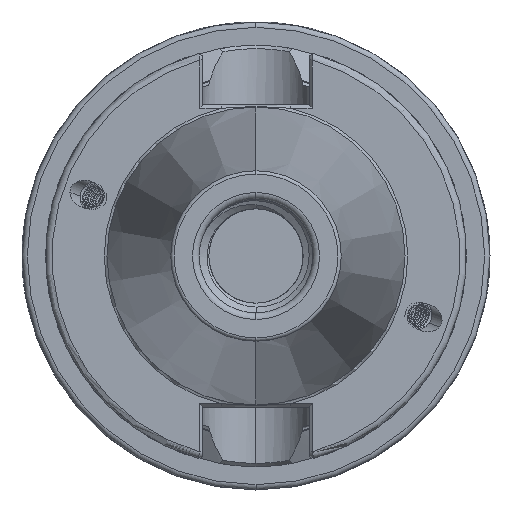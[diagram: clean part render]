
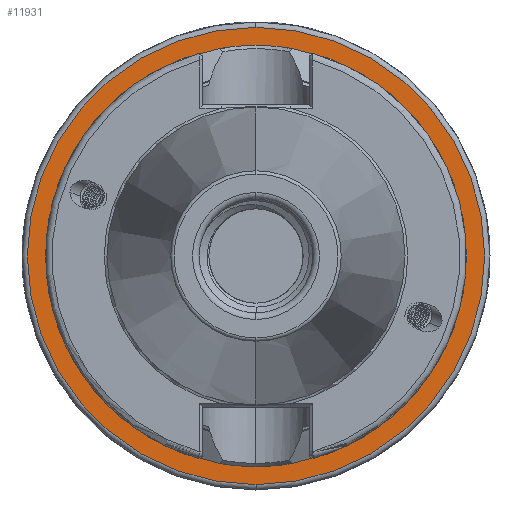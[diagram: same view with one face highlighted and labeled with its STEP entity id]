
A CAD part, left-side view. The second image highlights one B-rep face of the part: STEP entity #11931.
In plain terms, the highlighted planar face has unit normal (-1, 0, 0).
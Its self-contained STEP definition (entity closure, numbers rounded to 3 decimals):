
#810 = FACE_OUTER_BOUND ( 'NONE', #3859, .T. ) ;
#855 = FACE_BOUND ( 'NONE', #3964, .T. ) ;
#1744 = ORIENTED_EDGE ( 'NONE', *, *, #2793, .T. ) ;
#1967 = ORIENTED_EDGE ( 'NONE', *, *, #2825, .T. ) ;
#1973 = ORIENTED_EDGE ( 'NONE', *, *, #2796, .T. ) ;
#1978 = ORIENTED_EDGE ( 'NONE', *, *, #2857, .T. ) ;
#2793 = EDGE_CURVE ( 'NONE', #4740, #4699, #5222, .T. ) ;
#2796 = EDGE_CURVE ( 'NONE', #4675, #4657, #5210, .T. ) ;
#2825 = EDGE_CURVE ( 'NONE', #4699, #4740, #5205, .T. ) ;
#2857 = EDGE_CURVE ( 'NONE', #4657, #4675, #5253, .T. ) ;
#3859 = EDGE_LOOP ( 'NONE', ( #1744, #1967 ) ) ;
#3964 = EDGE_LOOP ( 'NONE', ( #1973, #1978 ) ) ;
#4657 = VERTEX_POINT ( 'NONE', #6402 ) ;
#4675 = VERTEX_POINT ( 'NONE', #6360 ) ;
#4699 = VERTEX_POINT ( 'NONE', #6386 ) ;
#4740 = VERTEX_POINT ( 'NONE', #6461 ) ;
#5205 = CIRCLE ( 'NONE', #8011, 34.2 ) ;
#5210 = CIRCLE ( 'NONE', #8013, 31.3 ) ;
#5222 = CIRCLE ( 'NONE', #8007, 34.2 ) ;
#5253 = CIRCLE ( 'NONE', #8009, 31.3 ) ;
#6360 = CARTESIAN_POINT ( 'NONE',  ( 33., 0., -31.3 ) ) ;
#6386 = CARTESIAN_POINT ( 'NONE',  ( 33., 0., 34.2 ) ) ;
#6402 = CARTESIAN_POINT ( 'NONE',  ( 33., 0., 31.3 ) ) ;
#6461 = CARTESIAN_POINT ( 'NONE',  ( 33., 0., -34.2 ) ) ;
#7577 = AXIS2_PLACEMENT_3D ( 'NONE', #18231, #18241, #18220 ) ;
#8007 = AXIS2_PLACEMENT_3D ( 'NONE', #10279, #10271, #10291 ) ;
#8009 = AXIS2_PLACEMENT_3D ( 'NONE', #13746, #13751, #13773 ) ;
#8011 = AXIS2_PLACEMENT_3D ( 'NONE', #10023, #10026, #10027 ) ;
#8013 = AXIS2_PLACEMENT_3D ( 'NONE', #10351, #10355, #10338 ) ;
#10023 = CARTESIAN_POINT ( 'NONE',  ( 33., 0., 0. ) ) ;
#10026 = DIRECTION ( 'NONE',  ( -1., 0., 0. ) ) ;
#10027 = DIRECTION ( 'NONE',  ( 0., 0., -1. ) ) ;
#10271 = DIRECTION ( 'NONE',  ( -1., 0., 0. ) ) ;
#10279 = CARTESIAN_POINT ( 'NONE',  ( 33., 0., 0. ) ) ;
#10291 = DIRECTION ( 'NONE',  ( 0., 0., -1. ) ) ;
#10338 = DIRECTION ( 'NONE',  ( 0., 0., -1. ) ) ;
#10351 = CARTESIAN_POINT ( 'NONE',  ( 33., 0., 0. ) ) ;
#10355 = DIRECTION ( 'NONE',  ( 1., 0., 0. ) ) ;
#11931 = ADVANCED_FACE ( 'NONE', ( #810, #855 ), #18218, .F. ) ;
#13746 = CARTESIAN_POINT ( 'NONE',  ( 33., 0., 0. ) ) ;
#13751 = DIRECTION ( 'NONE',  ( 1., 0., 0. ) ) ;
#13773 = DIRECTION ( 'NONE',  ( 0., 0., -1. ) ) ;
#18218 = PLANE ( 'NONE',  #7577 ) ;
#18220 = DIRECTION ( 'NONE',  ( 0., 0., -1. ) ) ;
#18231 = CARTESIAN_POINT ( 'NONE',  ( 33., 35., 0. ) ) ;
#18241 = DIRECTION ( 'NONE',  ( 1., 0., 0. ) ) ;
